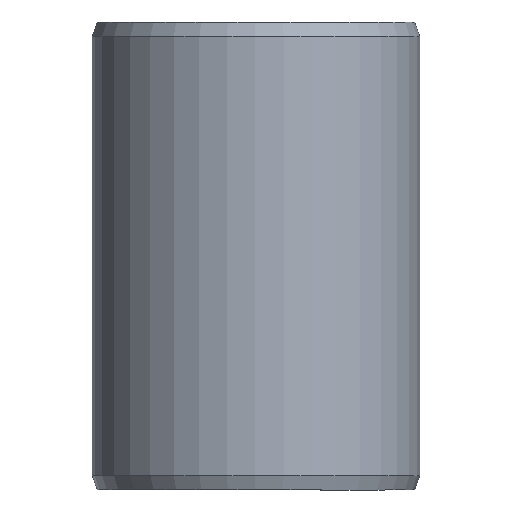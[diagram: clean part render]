
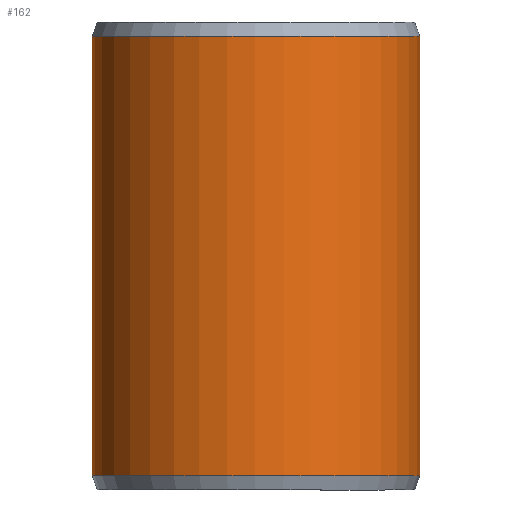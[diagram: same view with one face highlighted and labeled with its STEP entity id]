
A CAD part, front view. The second image highlights one B-rep face of the part: STEP entity #162.
In plain terms, the highlighted cylindrical face has radius 7 mm (diameter 14 mm), a partial arc.
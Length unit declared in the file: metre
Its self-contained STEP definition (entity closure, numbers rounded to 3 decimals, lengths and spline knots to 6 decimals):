
#162=ADVANCED_FACE('',(#185,#186),#187,.T.);
#185=FACE_OUTER_BOUND('',#211,.T.);
#186=FACE_BOUND('',#212,.T.);
#187=CYLINDRICAL_SURFACE('',#213,0.007);
#211=EDGE_LOOP('',(#289,#290,#291,#292));
#212=EDGE_LOOP('',(#293));
#213=AXIS2_PLACEMENT_3D('',#294,#295,#296);
#289=ORIENTED_EDGE('',*,*,#314,.T.);
#290=ORIENTED_EDGE('',*,*,#323,.F.);
#291=ORIENTED_EDGE('',*,*,#309,.F.);
#292=ORIENTED_EDGE('',*,*,#324,.T.);
#293=ORIENTED_EDGE('',*,*,#327,.T.);
#294=CARTESIAN_POINT('',(0.,0.,0.0));
#295=DIRECTION('',(0.,0.0,-1.0));
#296=DIRECTION('',(-1.0,0.0,0.));
#309=EDGE_CURVE('',#341,#342,#343,.T.);
#314=EDGE_CURVE('',#351,#349,#352,.T.);
#323=EDGE_CURVE('',#342,#349,#365,.T.);
#324=EDGE_CURVE('',#341,#351,#366,.T.);
#327=EDGE_CURVE('',#370,#370,#371,.T.);
#341=VERTEX_POINT('',#389);
#342=VERTEX_POINT('',#390);
#343=CIRCLE('',#391,0.007);
#349=VERTEX_POINT('',#399);
#351=VERTEX_POINT('',#402);
#352=CIRCLE('',#403,0.007);
#365=LINE('',#422,#423);
#366=LINE('',#424,#425);
#370=VERTEX_POINT('',#487);
#371=B_SPLINE_CURVE_WITH_KNOTS('',3,(#488,#489,#490,#491,#492,#493,#494,#495,#496,#497,#498,#499,#500,#501,#502,#503,#504,#505,#506,#507,#508,#509,#510,#511,#512,#513,#514,#515,#516,#517,#518,#519,#520,#521,#522,#523,#524,#525,#526,#527,#528,#529,#530,#531,#532,#533,#534,#535,#536,#537,#538,#539,#540,#541,#542,#543,#544,#545),.UNSPECIFIED.,.T.,.F.,(2,2,2,2,2,2,2,2,2,2,2,2,2,2,2,2,2,2,2,2,2,2,2,2,2,2,2,2,2,2,2),(-0.000393,0.0,0.000393,0.000786,0.001178,0.001571,0.002357,0.00275,0.003142,0.003535,0.003928,0.004714,0.005106,0.005499,0.005892,0.006285,0.00707,0.007463,0.007856,0.008249,0.008642,0.009035,0.009427,0.00982,0.010213,0.010999,0.011391,0.011784,0.012177,0.01257,0.012963),.UNSPECIFIED.);
#389=CARTESIAN_POINT('',(0.000122,0.006999,0.0006));
#390=CARTESIAN_POINT('',(0.,0.007,0.0006));
#391=AXIS2_PLACEMENT_3D('',#559,#560,#561);
#399=CARTESIAN_POINT('',(0.,0.007,0.0194));
#402=CARTESIAN_POINT('',(0.000122,0.006999,0.0194));
#403=AXIS2_PLACEMENT_3D('',#568,#569,#570);
#422=CARTESIAN_POINT('',(0.,0.007,0.0006));
#423=VECTOR('',#583,1.0);
#424=CARTESIAN_POINT('',(0.000122,0.006999,0.0006));
#425=VECTOR('',#584,1.0);
#487=CARTESIAN_POINT('',(0.00472,-0.005169,0.01));
#488=CARTESIAN_POINT('',(0.00472,-0.005169,0.009867));
#489=CARTESIAN_POINT('',(0.00472,-0.005169,0.010133));
#490=CARTESIAN_POINT('',(0.00473,-0.00516,0.010263));
#491=CARTESIAN_POINT('',(0.004769,-0.005124,0.01052));
#492=CARTESIAN_POINT('',(0.004799,-0.005096,0.010647));
#493=CARTESIAN_POINT('',(0.004874,-0.005024,0.010889));
#494=CARTESIAN_POINT('',(0.00492,-0.00498,0.011004));
#495=CARTESIAN_POINT('',(0.005025,-0.004874,0.011221));
#496=CARTESIAN_POINT('',(0.005085,-0.004812,0.011323));
#497=CARTESIAN_POINT('',(0.005275,-0.004605,0.011598));
#498=CARTESIAN_POINT('',(0.005422,-0.004434,0.011747));
#499=CARTESIAN_POINT('',(0.005642,-0.004146,0.011897));
#500=CARTESIAN_POINT('',(0.005716,-0.004043,0.011935));
#501=CARTESIAN_POINT('',(0.005862,-0.003829,0.011987));
#502=CARTESIAN_POINT('',(0.005932,-0.003719,0.012));
#503=CARTESIAN_POINT('',(0.006067,-0.003494,0.012));
#504=CARTESIAN_POINT('',(0.006133,-0.003378,0.011987));
#505=CARTESIAN_POINT('',(0.006253,-0.00315,0.011936));
#506=CARTESIAN_POINT('',(0.006308,-0.003037,0.011898));
#507=CARTESIAN_POINT('',(0.006461,-0.002704,0.011746));
#508=CARTESIAN_POINT('',(0.006542,-0.002497,0.011599));
#509=CARTESIAN_POINT('',(0.006636,-0.00223,0.011322));
#510=CARTESIAN_POINT('',(0.006662,-0.002149,0.011221));
#511=CARTESIAN_POINT('',(0.006707,-0.002007,0.011005));
#512=CARTESIAN_POINT('',(0.006725,-0.001945,0.010888));
#513=CARTESIAN_POINT('',(0.006753,-0.001845,0.010647));
#514=CARTESIAN_POINT('',(0.006763,-0.001806,0.010523));
#515=CARTESIAN_POINT('',(0.006777,-0.001754,0.010265));
#516=CARTESIAN_POINT('',(0.00678,-0.001741,0.010132));
#517=CARTESIAN_POINT('',(0.00678,-0.001741,0.009739));
#518=CARTESIAN_POINT('',(0.006767,-0.001794,0.009475));
#519=CARTESIAN_POINT('',(0.006725,-0.001944,0.009113));
#520=CARTESIAN_POINT('',(0.006707,-0.002006,0.008996));
#521=CARTESIAN_POINT('',(0.006662,-0.002149,0.008779));
#522=CARTESIAN_POINT('',(0.006636,-0.002229,0.008679));
#523=CARTESIAN_POINT('',(0.006574,-0.002407,0.008494));
#524=CARTESIAN_POINT('',(0.006538,-0.002504,0.008411));
#525=CARTESIAN_POINT('',(0.006456,-0.002707,0.008266));
#526=CARTESIAN_POINT('',(0.006411,-0.002813,0.008204));
#527=CARTESIAN_POINT('',(0.006309,-0.003036,0.008103));
#528=CARTESIAN_POINT('',(0.006253,-0.003149,0.008065));
#529=CARTESIAN_POINT('',(0.006133,-0.003376,0.008013));
#530=CARTESIAN_POINT('',(0.006068,-0.003492,0.008));
#531=CARTESIAN_POINT('',(0.005933,-0.003718,0.008));
#532=CARTESIAN_POINT('',(0.005862,-0.003827,0.008013));
#533=CARTESIAN_POINT('',(0.005717,-0.004041,0.008064));
#534=CARTESIAN_POINT('',(0.005642,-0.004145,0.008103));
#535=CARTESIAN_POINT('',(0.005422,-0.004434,0.008253));
#536=CARTESIAN_POINT('',(0.005275,-0.004605,0.008402));
#537=CARTESIAN_POINT('',(0.005085,-0.004812,0.008677));
#538=CARTESIAN_POINT('',(0.005025,-0.004874,0.008779));
#539=CARTESIAN_POINT('',(0.00492,-0.00498,0.008996));
#540=CARTESIAN_POINT('',(0.004875,-0.005024,0.00911));
#541=CARTESIAN_POINT('',(0.004799,-0.005096,0.009351));
#542=CARTESIAN_POINT('',(0.00477,-0.005124,0.009479));
#543=CARTESIAN_POINT('',(0.00473,-0.00516,0.009736));
#544=CARTESIAN_POINT('',(0.00472,-0.005169,0.009867));
#545=CARTESIAN_POINT('',(0.00472,-0.005169,0.010133));
#559=CARTESIAN_POINT('',(0.,0.,0.0006));
#560=DIRECTION('',(0.,0.0,-1.0));
#561=DIRECTION('',(-1.0,0.0,0.));
#568=CARTESIAN_POINT('',(0.,0.,0.0194));
#569=DIRECTION('',(0.,0.0,-1.0));
#570=DIRECTION('',(-1.0,0.0,0.));
#583=DIRECTION('',(0.,0.,1.0));
#584=DIRECTION('',(0.,0.,1.0));
